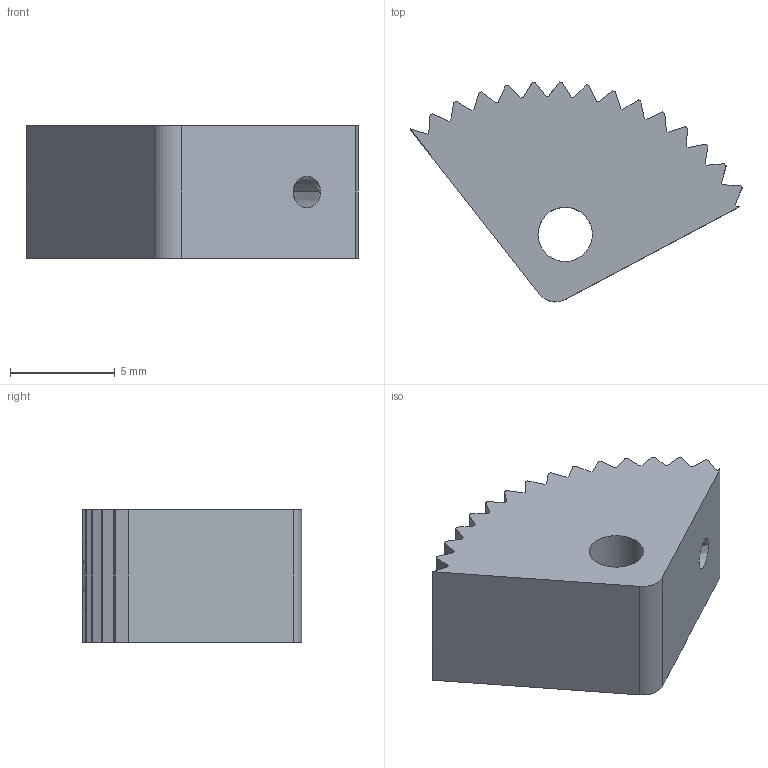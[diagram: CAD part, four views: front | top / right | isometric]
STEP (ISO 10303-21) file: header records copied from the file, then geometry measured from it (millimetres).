
FILE_DESCRIPTION (( 'STEP AP203' ), '1' );
FILE_NAME ('wedge v-5 14-Sep-2017_5mm_stainless steel.STEP', '2018-02-06T21:14:46', ( 'care taker' ), ( '' ), 'SwSTEP 2.0', 'SolidWorks 2014', '' );
FILE_SCHEMA (( 'CONFIG_CONTROL_DESIGN' ));
Length unit declared in the file: millimetre
Products named in the file (1): wedge v-5 14-Sep-2017_5mm_stainless steel
Bounding box: 15.87 x 10.5 x 6.35 mm (x, y, z)
Volume: 535.7 mm3; surface area: 610.3 mm2
Topology: 1 solids, 1 shells, 86 faces, 257 edges, 170 vertices
Faces by surface type: plane 60, cylinder 22, bspline 4
Entity records: 3070 total; most frequent: CARTESIAN_POINT 734, ORIENTED_EDGE 514, DIRECTION 423, EDGE_CURVE 257, VECTOR 181, LINE 181, VERTEX_POINT 170, AXIS2_PLACEMENT_3D 121
